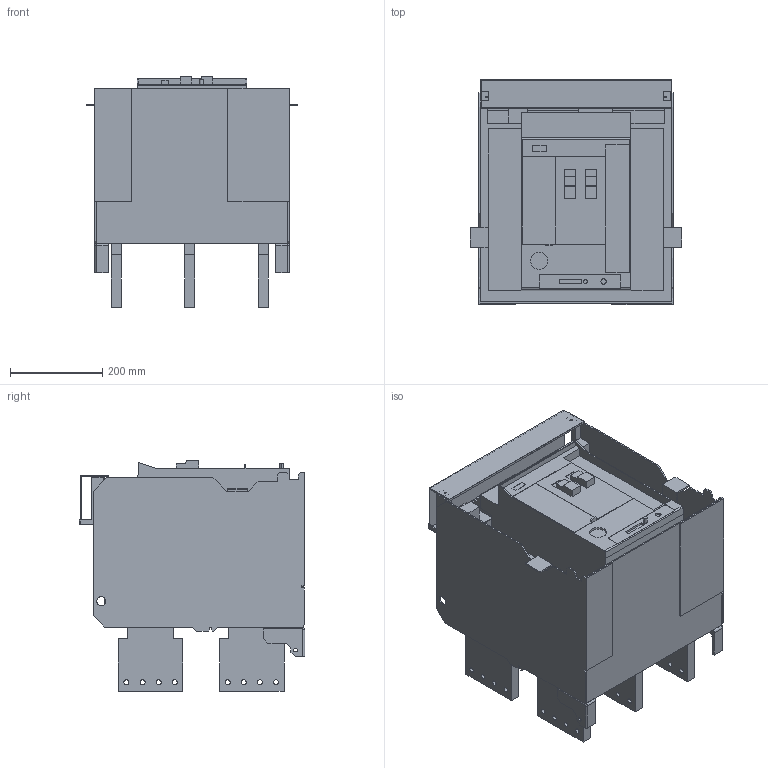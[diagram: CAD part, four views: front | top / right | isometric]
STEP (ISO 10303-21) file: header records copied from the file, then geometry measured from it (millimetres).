
FILE_DESCRIPTION(('CoCreate Modeling STEP Export'),'2;1');
FILE_NAME('AR4V_(440SB)_3P_DO_(1H4474).stp','2015-01-23T10:28:49',(''),(''),'CoCreate Modeling STEP processor for AP214 (Solid Model)','CoCreate Modeling 17.0 01-Apr-2010 (C) Parametric Technology GmbH','');
FILE_SCHEMA(('AUTOMOTIVE_DESIGN { 1 0 10303 214 1 1 1 1 }'));
Length unit declared in the file: millimetre
Products named in the file (17): p7.1; p7; p1.2; p1.1; ガラス; 端子; p5; p1; p2.1; p4.1; p2; p6; p3.1; p4; p3; AR4V_(440SB)_3P_DO_(1H4474)
Assembly tree (21 placements, depth 3):
  AR4V_(440SB)_3P_DO_(1H4474)
    p3
    p4
    p3.1
    p6
    p2
    p4.1
    p2.1
    p1
    p5
    端子
      p1.2  x6
    ガラス
    p1.1
    p1.2
    p7
    p7.1
Bounding box: 460.01 x 490 x 502 mm (x, y, z)
Volume: 36739805.9 mm3; surface area: 2875183.7 mm2
Topology: 20 solids, 20 shells, 455 faces, 1211 edges, 803 vertices
Faces by surface type: plane 359, cylinder 94, torus 2
Entity records: 11709 total; most frequent: CARTESIAN_POINT 2050, ORIENTED_EDGE 1942, DIRECTION 1752, EDGE_CURVE 971, VECTOR 854, LINE 854, VERTEX_POINT 643, AXIS2_PLACEMENT_3D 449
